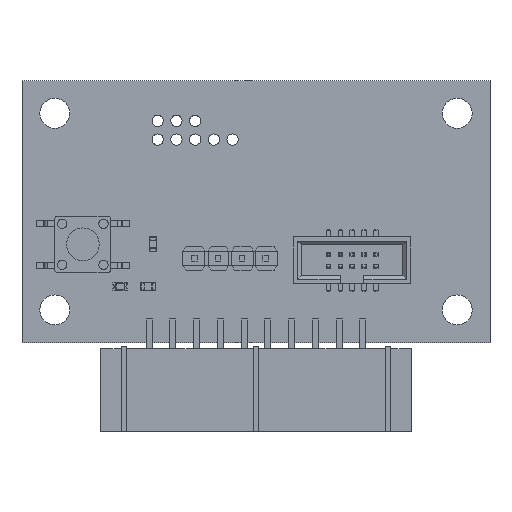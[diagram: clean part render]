
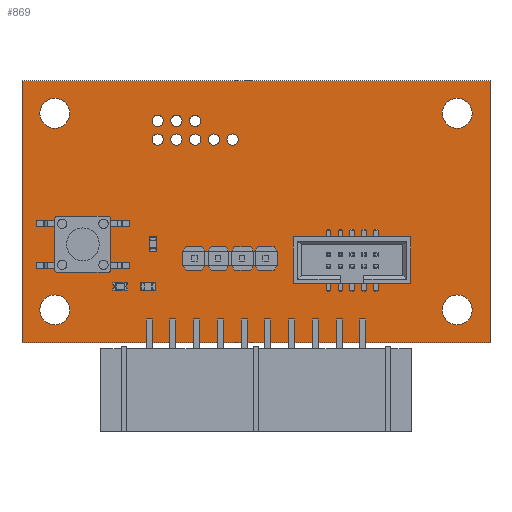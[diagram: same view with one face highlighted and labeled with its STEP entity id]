
A CAD part, top view. The second image highlights one B-rep face of the part: STEP entity #869.
In plain terms, the highlighted planar face has unit normal (0, 0, 1).
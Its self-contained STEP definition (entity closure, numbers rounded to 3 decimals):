
#92 = VERTEX_POINT('',#93);
#93 = CARTESIAN_POINT('',(0.,0.,1.555));
#99 = EDGE_CURVE('',#92,#100,#102,.T.);
#100 = VERTEX_POINT('',#101);
#101 = CARTESIAN_POINT('',(0.,28.,1.555));
#102 = LINE('',#103,#104);
#103 = CARTESIAN_POINT('',(0.,0.,1.555));
#104 = VECTOR('',#105,1.);
#105 = DIRECTION('',(0.,1.,0.));
#130 = EDGE_CURVE('',#100,#131,#133,.T.);
#131 = VERTEX_POINT('',#132);
#132 = CARTESIAN_POINT('',(50.,28.,1.555));
#133 = LINE('',#134,#135);
#134 = CARTESIAN_POINT('',(0.,28.,1.555));
#135 = VECTOR('',#136,1.);
#136 = DIRECTION('',(1.,0.,0.));
#161 = EDGE_CURVE('',#131,#162,#164,.T.);
#162 = VERTEX_POINT('',#163);
#163 = CARTESIAN_POINT('',(50.,0.,1.555));
#164 = LINE('',#165,#166);
#165 = CARTESIAN_POINT('',(50.,28.,1.555));
#166 = VECTOR('',#167,1.);
#167 = DIRECTION('',(0.,-1.,0.));
#192 = EDGE_CURVE('',#162,#92,#193,.T.);
#193 = LINE('',#194,#195);
#194 = CARTESIAN_POINT('',(50.,0.,1.555));
#195 = VECTOR('',#196,1.);
#196 = DIRECTION('',(-1.,0.,0.));
#216 = VERTEX_POINT('',#217);
#217 = CARTESIAN_POINT('',(5.1,3.5,1.555));
#223 = EDGE_CURVE('',#216,#216,#224,.T.);
#224 = CIRCLE('',#225,1.6);
#225 = AXIS2_PLACEMENT_3D('',#226,#227,#228);
#226 = CARTESIAN_POINT('',(3.5,3.5,1.555));
#227 = DIRECTION('',(0.,0.,1.));
#228 = DIRECTION('',(1.,0.,-0.));
#249 = VERTEX_POINT('',#250);
#250 = CARTESIAN_POINT('',(15.1,21.7,1.555));
#256 = EDGE_CURVE('',#249,#249,#257,.T.);
#257 = CIRCLE('',#258,0.6);
#258 = AXIS2_PLACEMENT_3D('',#259,#260,#261);
#259 = CARTESIAN_POINT('',(14.5,21.7,1.555));
#260 = DIRECTION('',(0.,0.,1.));
#261 = DIRECTION('',(1.,0.,-0.));
#282 = VERTEX_POINT('',#283);
#283 = CARTESIAN_POINT('',(18.87,9.,1.555));
#289 = EDGE_CURVE('',#282,#282,#290,.T.);
#290 = CIRCLE('',#291,0.45);
#291 = AXIS2_PLACEMENT_3D('',#292,#293,#294);
#292 = CARTESIAN_POINT('',(18.42,9.,1.555));
#293 = DIRECTION('',(0.,0.,1.));
#294 = DIRECTION('',(1.,0.,-0.));
#315 = VERTEX_POINT('',#316);
#316 = CARTESIAN_POINT('',(17.1,21.7,1.555));
#322 = EDGE_CURVE('',#315,#315,#323,.T.);
#323 = CIRCLE('',#324,0.6);
#324 = AXIS2_PLACEMENT_3D('',#325,#326,#327);
#325 = CARTESIAN_POINT('',(16.5,21.7,1.555));
#326 = DIRECTION('',(0.,0.,1.));
#327 = DIRECTION('',(1.,0.,-0.));
#348 = VERTEX_POINT('',#349);
#349 = CARTESIAN_POINT('',(15.1,23.7,1.555));
#355 = EDGE_CURVE('',#348,#348,#356,.T.);
#356 = CIRCLE('',#357,0.6);
#357 = AXIS2_PLACEMENT_3D('',#358,#359,#360);
#358 = CARTESIAN_POINT('',(14.5,23.7,1.555));
#359 = DIRECTION('',(0.,0.,1.));
#360 = DIRECTION('',(1.,0.,-0.));
#381 = VERTEX_POINT('',#382);
#382 = CARTESIAN_POINT('',(5.1,24.5,1.555));
#388 = EDGE_CURVE('',#381,#381,#389,.T.);
#389 = CIRCLE('',#390,1.6);
#390 = AXIS2_PLACEMENT_3D('',#391,#392,#393);
#391 = CARTESIAN_POINT('',(3.5,24.5,1.555));
#392 = DIRECTION('',(0.,0.,1.));
#393 = DIRECTION('',(1.,0.,-0.));
#414 = VERTEX_POINT('',#415);
#415 = CARTESIAN_POINT('',(19.1,21.7,1.555));
#421 = EDGE_CURVE('',#414,#414,#422,.T.);
#422 = CIRCLE('',#423,0.6);
#423 = AXIS2_PLACEMENT_3D('',#424,#425,#426);
#424 = CARTESIAN_POINT('',(18.5,21.7,1.555));
#425 = DIRECTION('',(0.,0.,1.));
#426 = DIRECTION('',(1.,0.,-0.));
#447 = VERTEX_POINT('',#448);
#448 = CARTESIAN_POINT('',(17.1,23.7,1.555));
#454 = EDGE_CURVE('',#447,#447,#455,.T.);
#455 = CIRCLE('',#456,0.6);
#456 = AXIS2_PLACEMENT_3D('',#457,#458,#459);
#457 = CARTESIAN_POINT('',(16.5,23.7,1.555));
#458 = DIRECTION('',(0.,0.,1.));
#459 = DIRECTION('',(1.,0.,-0.));
#480 = VERTEX_POINT('',#481);
#481 = CARTESIAN_POINT('',(19.1,23.7,1.555));
#487 = EDGE_CURVE('',#480,#480,#488,.T.);
#488 = CIRCLE('',#489,0.6);
#489 = AXIS2_PLACEMENT_3D('',#490,#491,#492);
#490 = CARTESIAN_POINT('',(18.5,23.7,1.555));
#491 = DIRECTION('',(0.,0.,1.));
#492 = DIRECTION('',(1.,0.,-0.));
#513 = VERTEX_POINT('',#514);
#514 = CARTESIAN_POINT('',(33.865,8.8,1.555));
#520 = EDGE_CURVE('',#513,#513,#521,.T.);
#521 = CIRCLE('',#522,0.5);
#522 = AXIS2_PLACEMENT_3D('',#523,#524,#525);
#523 = CARTESIAN_POINT('',(33.365,8.8,1.555));
#524 = DIRECTION('',(0.,0.,1.));
#525 = DIRECTION('',(1.,0.,-0.));
#546 = VERTEX_POINT('',#547);
#547 = CARTESIAN_POINT('',(23.95,9.,1.555));
#553 = EDGE_CURVE('',#546,#546,#554,.T.);
#554 = CIRCLE('',#555,0.45);
#555 = AXIS2_PLACEMENT_3D('',#556,#557,#558);
#556 = CARTESIAN_POINT('',(23.5,9.,1.555));
#557 = DIRECTION('',(0.,0.,1.));
#558 = DIRECTION('',(1.,0.,-0.));
#579 = VERTEX_POINT('',#580);
#580 = CARTESIAN_POINT('',(48.1,3.5,1.555));
#586 = EDGE_CURVE('',#579,#579,#587,.T.);
#587 = CIRCLE('',#588,1.6);
#588 = AXIS2_PLACEMENT_3D('',#589,#590,#591);
#589 = CARTESIAN_POINT('',(46.5,3.5,1.555));
#590 = DIRECTION('',(0.,0.,1.));
#591 = DIRECTION('',(1.,0.,-0.));
#612 = VERTEX_POINT('',#613);
#613 = CARTESIAN_POINT('',(37.675,8.8,1.555));
#619 = EDGE_CURVE('',#612,#612,#620,.T.);
#620 = CIRCLE('',#621,0.5);
#621 = AXIS2_PLACEMENT_3D('',#622,#623,#624);
#622 = CARTESIAN_POINT('',(37.175,8.8,1.555));
#623 = DIRECTION('',(0.,0.,1.));
#624 = DIRECTION('',(1.,0.,-0.));
#645 = VERTEX_POINT('',#646);
#646 = CARTESIAN_POINT('',(21.41,9.,1.555));
#652 = EDGE_CURVE('',#645,#645,#653,.T.);
#653 = CIRCLE('',#654,0.45);
#654 = AXIS2_PLACEMENT_3D('',#655,#656,#657);
#655 = CARTESIAN_POINT('',(20.96,9.,1.555));
#656 = DIRECTION('',(0.,0.,1.));
#657 = DIRECTION('',(1.,0.,-0.));
#678 = VERTEX_POINT('',#679);
#679 = CARTESIAN_POINT('',(21.1,21.7,1.555));
#685 = EDGE_CURVE('',#678,#678,#686,.T.);
#686 = CIRCLE('',#687,0.6);
#687 = AXIS2_PLACEMENT_3D('',#688,#689,#690);
#688 = CARTESIAN_POINT('',(20.5,21.7,1.555));
#689 = DIRECTION('',(0.,0.,1.));
#690 = DIRECTION('',(1.,0.,-0.));
#711 = VERTEX_POINT('',#712);
#712 = CARTESIAN_POINT('',(26.49,9.,1.555));
#718 = EDGE_CURVE('',#711,#711,#719,.T.);
#719 = CIRCLE('',#720,0.45);
#720 = AXIS2_PLACEMENT_3D('',#721,#722,#723);
#721 = CARTESIAN_POINT('',(26.04,9.,1.555));
#722 = DIRECTION('',(0.,0.,1.));
#723 = DIRECTION('',(1.,0.,-0.));
#744 = VERTEX_POINT('',#745);
#745 = CARTESIAN_POINT('',(23.1,21.7,1.555));
#751 = EDGE_CURVE('',#744,#744,#752,.T.);
#752 = CIRCLE('',#753,0.6);
#753 = AXIS2_PLACEMENT_3D('',#754,#755,#756);
#754 = CARTESIAN_POINT('',(22.5,21.7,1.555));
#755 = DIRECTION('',(0.,0.,1.));
#756 = DIRECTION('',(1.,0.,-0.));
#777 = VERTEX_POINT('',#778);
#778 = CARTESIAN_POINT('',(48.1,24.5,1.555));
#784 = EDGE_CURVE('',#777,#777,#785,.T.);
#785 = CIRCLE('',#786,1.6);
#786 = AXIS2_PLACEMENT_3D('',#787,#788,#789);
#787 = CARTESIAN_POINT('',(46.5,24.5,1.555));
#788 = DIRECTION('',(0.,0.,1.));
#789 = DIRECTION('',(1.,0.,-0.));
#869 = ADVANCED_FACE('',(#870,#876,#879,#882,#885,#888,#891,#894,#897,
    #900,#903,#906,#909,#912,#915,#918,#921,#924,#927),#930,.F.);
#870 = FACE_BOUND('',#871,.F.);
#871 = EDGE_LOOP('',(#872,#873,#874,#875));
#872 = ORIENTED_EDGE('',*,*,#99,.T.);
#873 = ORIENTED_EDGE('',*,*,#130,.T.);
#874 = ORIENTED_EDGE('',*,*,#161,.T.);
#875 = ORIENTED_EDGE('',*,*,#192,.T.);
#876 = FACE_BOUND('',#877,.F.);
#877 = EDGE_LOOP('',(#878));
#878 = ORIENTED_EDGE('',*,*,#223,.T.);
#879 = FACE_BOUND('',#880,.F.);
#880 = EDGE_LOOP('',(#881));
#881 = ORIENTED_EDGE('',*,*,#256,.T.);
#882 = FACE_BOUND('',#883,.F.);
#883 = EDGE_LOOP('',(#884));
#884 = ORIENTED_EDGE('',*,*,#289,.T.);
#885 = FACE_BOUND('',#886,.F.);
#886 = EDGE_LOOP('',(#887));
#887 = ORIENTED_EDGE('',*,*,#322,.T.);
#888 = FACE_BOUND('',#889,.F.);
#889 = EDGE_LOOP('',(#890));
#890 = ORIENTED_EDGE('',*,*,#355,.T.);
#891 = FACE_BOUND('',#892,.F.);
#892 = EDGE_LOOP('',(#893));
#893 = ORIENTED_EDGE('',*,*,#388,.T.);
#894 = FACE_BOUND('',#895,.F.);
#895 = EDGE_LOOP('',(#896));
#896 = ORIENTED_EDGE('',*,*,#421,.T.);
#897 = FACE_BOUND('',#898,.F.);
#898 = EDGE_LOOP('',(#899));
#899 = ORIENTED_EDGE('',*,*,#454,.T.);
#900 = FACE_BOUND('',#901,.F.);
#901 = EDGE_LOOP('',(#902));
#902 = ORIENTED_EDGE('',*,*,#487,.T.);
#903 = FACE_BOUND('',#904,.F.);
#904 = EDGE_LOOP('',(#905));
#905 = ORIENTED_EDGE('',*,*,#520,.T.);
#906 = FACE_BOUND('',#907,.F.);
#907 = EDGE_LOOP('',(#908));
#908 = ORIENTED_EDGE('',*,*,#553,.T.);
#909 = FACE_BOUND('',#910,.F.);
#910 = EDGE_LOOP('',(#911));
#911 = ORIENTED_EDGE('',*,*,#586,.T.);
#912 = FACE_BOUND('',#913,.F.);
#913 = EDGE_LOOP('',(#914));
#914 = ORIENTED_EDGE('',*,*,#619,.T.);
#915 = FACE_BOUND('',#916,.F.);
#916 = EDGE_LOOP('',(#917));
#917 = ORIENTED_EDGE('',*,*,#652,.T.);
#918 = FACE_BOUND('',#919,.F.);
#919 = EDGE_LOOP('',(#920));
#920 = ORIENTED_EDGE('',*,*,#685,.T.);
#921 = FACE_BOUND('',#922,.F.);
#922 = EDGE_LOOP('',(#923));
#923 = ORIENTED_EDGE('',*,*,#718,.T.);
#924 = FACE_BOUND('',#925,.F.);
#925 = EDGE_LOOP('',(#926));
#926 = ORIENTED_EDGE('',*,*,#751,.T.);
#927 = FACE_BOUND('',#928,.F.);
#928 = EDGE_LOOP('',(#929));
#929 = ORIENTED_EDGE('',*,*,#784,.T.);
#930 = PLANE('',#931);
#931 = AXIS2_PLACEMENT_3D('',#932,#933,#934);
#932 = CARTESIAN_POINT('',(25.,14.,1.555));
#933 = DIRECTION('',(-0.,-0.,-1.));
#934 = DIRECTION('',(-1.,0.,0.));
